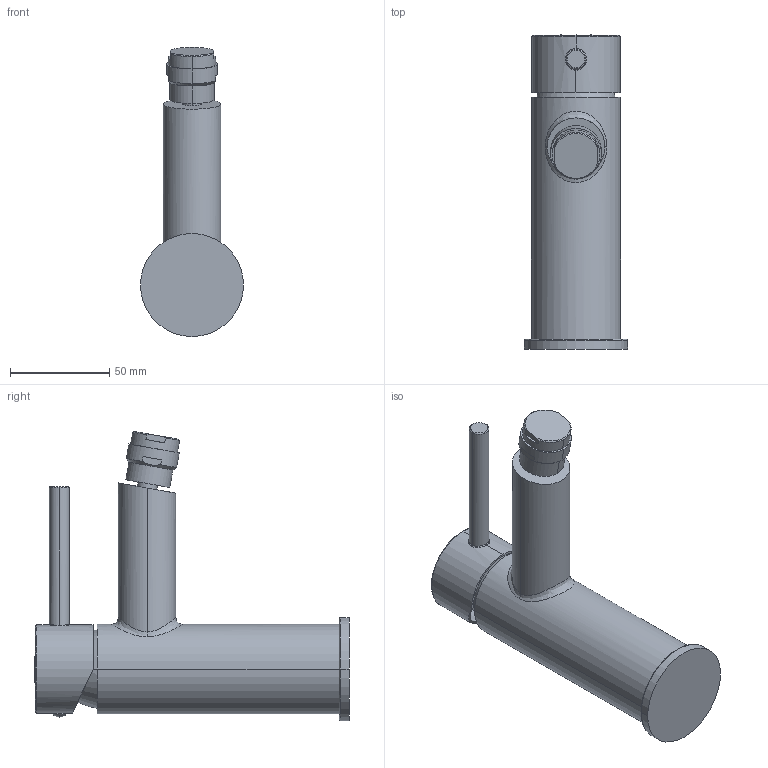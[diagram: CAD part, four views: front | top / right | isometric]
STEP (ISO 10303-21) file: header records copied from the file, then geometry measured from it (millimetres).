
FILE_DESCRIPTION((''),'2;1');
FILE_NAME('SK131HCR','2021-01-19T15:18:52',('ut3'),('PAFFONI SpA'),'CREO PARAMETRIC BY PTC INC, 2020044','CREO PARAMETRIC BY PTC INC, 2020044','');
FILE_SCHEMA(('CONFIG_CONTROL_DESIGN','SHAPE_APPEARANCE_LAYERS_GROUPS'));
Length unit declared in the file: millimetre
Products named in the file (1): SK131HCR
Bounding box: 52 x 158.64 x 145.88 mm (x, y, z)
Volume: 293645.7 mm3; surface area: 45454.8 mm2
Topology: 3 solids, 3 shells, 190 faces, 431 edges, 254 vertices
Faces by surface type: plane 53, cylinder 50, bspline 26, torus 24, cone 19, sphere 18
Entity records: 9689 total; most frequent: CARTESIAN_POINT 4128, DIRECTION 858, ORIENTED_EDGE 854, EDGE_CURVE 427, AXIS2_PLACEMENT_3D 359, VERTEX_POINT 254, FILL_AREA_STYLE_COLOUR 205, FILL_AREA_STYLE 205
